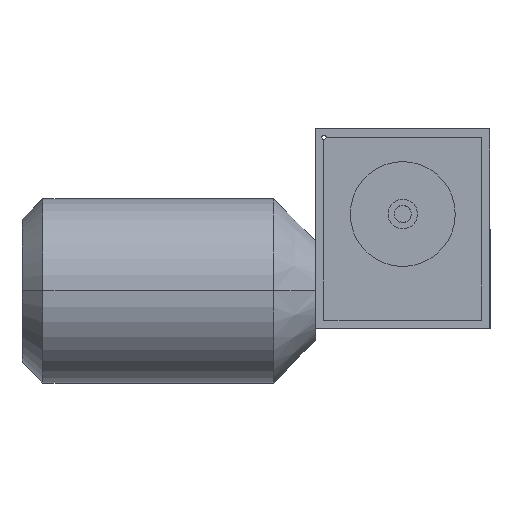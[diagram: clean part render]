
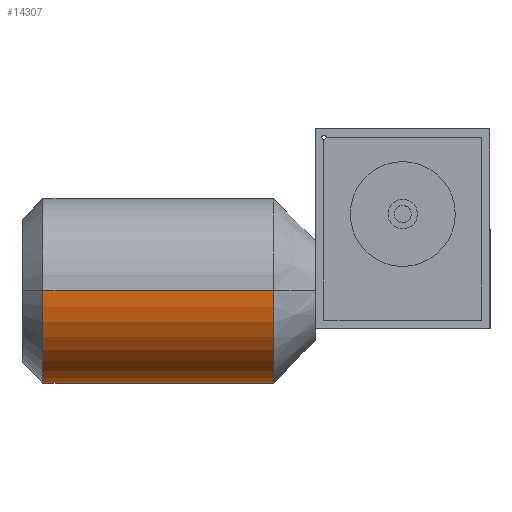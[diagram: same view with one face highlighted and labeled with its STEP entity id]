
A CAD part, left-side view. The second image highlights one B-rep face of the part: STEP entity #14307.
In plain terms, the highlighted cylindrical face has radius 110 mm (diameter 220 mm), a partial arc.
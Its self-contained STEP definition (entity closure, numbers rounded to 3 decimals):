
#297 = CARTESIAN_POINT ( 'NONE',  ( 228., 258., -65. ) ) ;
#1916 = AXIS2_PLACEMENT_3D ( 'NONE', #2396, #13138, #19095 ) ;
#2396 = CARTESIAN_POINT ( 'NONE',  ( 228., 533., -65. ) ) ;
#3454 = DIRECTION ( 'NONE',  ( 0., 0., -1. ) ) ;
#3634 = DIRECTION ( 'NONE',  ( 0., -1., 0. ) ) ;
#4339 = DIRECTION ( 'NONE',  ( 0., -1., 0. ) ) ;
#4714 = EDGE_CURVE ( 'NONE', #22091, #26567, #5425, .T. ) ;
#4854 = CARTESIAN_POINT ( 'NONE',  ( 228., 157.831, -65. ) ) ;
#5425 = LINE ( 'NONE', #29344, #32964 ) ;
#5893 = CARTESIAN_POINT ( 'NONE',  ( 228., 258., 45. ) ) ;
#6117 = EDGE_CURVE ( 'NONE', #17768, #27413, #20310, .T. ) ;
#6973 = DIRECTION ( 'NONE',  ( 0., 0., -1. ) ) ;
#7127 = CARTESIAN_POINT ( 'NONE',  ( 228., 157.831, 45. ) ) ;
#7724 = DIRECTION ( 'NONE',  ( 0., -1., 0. ) ) ;
#8686 = AXIS2_PLACEMENT_3D ( 'NONE', #297, #3634, #3454 ) ;
#11944 = EDGE_LOOP ( 'NONE', ( #16935, #30250, #15539, #30162 ) ) ;
#13138 = DIRECTION ( 'NONE',  ( 0., -1., 0. ) ) ;
#14307 = ADVANCED_FACE ( 'NONE', ( #20338 ), #34068, .T. ) ;
#15053 = AXIS2_PLACEMENT_3D ( 'NONE', #4854, #4339, #6973 ) ;
#15539 = ORIENTED_EDGE ( 'NONE', *, *, #25209, .F. ) ;
#15762 = CARTESIAN_POINT ( 'NONE',  ( 228., 258., -175. ) ) ;
#16865 = EDGE_CURVE ( 'NONE', #22091, #17768, #18760, .T. ) ;
#16935 = ORIENTED_EDGE ( 'NONE', *, *, #16865, .T. ) ;
#17768 = VERTEX_POINT ( 'NONE', #24469 ) ;
#17851 = DIRECTION ( 'NONE',  ( 0., -1., 0. ) ) ;
#18760 = CIRCLE ( 'NONE', #1916, 110. ) ;
#18764 = CIRCLE ( 'NONE', #8686, 110. ) ;
#19095 = DIRECTION ( 'NONE',  ( 0., 0., -1. ) ) ;
#20310 = LINE ( 'NONE', #7127, #34750 ) ;
#20338 = FACE_OUTER_BOUND ( 'NONE', #11944, .T. ) ;
#20795 = CARTESIAN_POINT ( 'NONE',  ( 228., 533., -175. ) ) ;
#22091 = VERTEX_POINT ( 'NONE', #20795 ) ;
#24469 = CARTESIAN_POINT ( 'NONE',  ( 228., 533., 45. ) ) ;
#25209 = EDGE_CURVE ( 'NONE', #26567, #27413, #18764, .T. ) ;
#26567 = VERTEX_POINT ( 'NONE', #15762 ) ;
#27413 = VERTEX_POINT ( 'NONE', #5893 ) ;
#29344 = CARTESIAN_POINT ( 'NONE',  ( 228., 157.831, -175. ) ) ;
#30162 = ORIENTED_EDGE ( 'NONE', *, *, #4714, .F. ) ;
#30250 = ORIENTED_EDGE ( 'NONE', *, *, #6117, .T. ) ;
#32964 = VECTOR ( 'NONE', #7724, 1000. ) ;
#34068 = CYLINDRICAL_SURFACE ( 'NONE', #15053, 110. ) ;
#34750 = VECTOR ( 'NONE', #17851, 1000. ) ;
